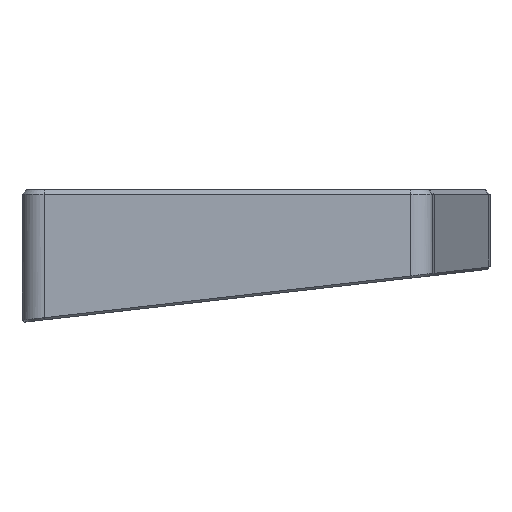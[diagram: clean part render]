
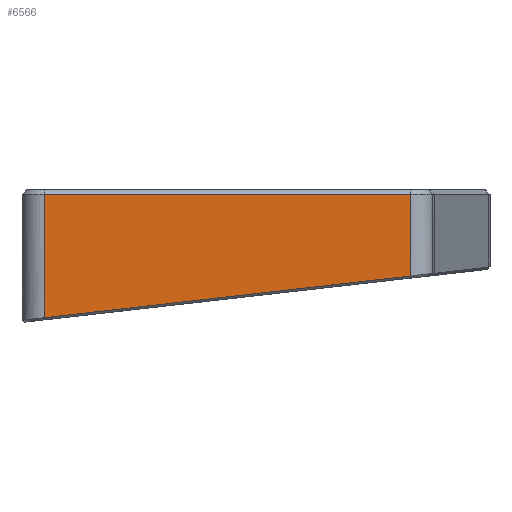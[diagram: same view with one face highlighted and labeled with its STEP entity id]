
A CAD part, left-side view. The second image highlights one B-rep face of the part: STEP entity #6566.
In plain terms, the highlighted planar face has unit normal (-1, 0, 0).
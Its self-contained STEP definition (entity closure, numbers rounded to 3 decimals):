
#101=B_SPLINE_CURVE_WITH_KNOTS('',3,(#9872,#9873,#9874,#9875),
 .UNSPECIFIED.,.F.,.F.,(4,4),(1.559,1.571),
 .UNSPECIFIED.);
#244=PLANE('',#7216);
#696=FACE_OUTER_BOUND('',#1090,.T.);
#1090=EDGE_LOOP('',(#5881,#5882,#5883,#5884,#5885));
#1237=LINE('',#9851,#1876);
#1714=LINE('',#11408,#2353);
#1736=LINE('',#11461,#2375);
#1737=LINE('',#11463,#2376);
#1876=VECTOR('',#7482,10.);
#2353=VECTOR('',#8919,10.);
#2375=VECTOR('',#8987,10.);
#2376=VECTOR('',#8990,10.);
#2799=VERTEX_POINT('',#9804);
#2801=VERTEX_POINT('',#9844);
#2804=VERTEX_POINT('',#9849);
#3301=VERTEX_POINT('',#11402);
#3302=VERTEX_POINT('',#11406);
#3441=EDGE_CURVE('',#2804,#2801,#1237,.T.);
#3443=EDGE_CURVE('',#2799,#2804,#101,.T.);
#4177=EDGE_CURVE('',#3301,#3302,#1714,.T.);
#4204=EDGE_CURVE('',#3302,#2799,#1736,.T.);
#4205=EDGE_CURVE('',#2801,#3301,#1737,.T.);
#5881=ORIENTED_EDGE('',*,*,#3443,.F.);
#5882=ORIENTED_EDGE('',*,*,#4204,.F.);
#5883=ORIENTED_EDGE('',*,*,#4177,.F.);
#5884=ORIENTED_EDGE('',*,*,#4205,.F.);
#5885=ORIENTED_EDGE('',*,*,#3441,.F.);
#6566=ADVANCED_FACE('',(#696),#244,.T.);
#7216=AXIS2_PLACEMENT_3D('',#11462,#8988,#8989);
#7482=DIRECTION('',(0.,0.994,-0.113));
#8919=DIRECTION('',(0.,-1.,0.));
#8987=DIRECTION('',(0.,0.,-1.));
#8988=DIRECTION('center_axis',(-1.,0.,0.));
#8989=DIRECTION('ref_axis',(0.,-1.,0.));
#8990=DIRECTION('',(0.,0.,1.));
#9804=CARTESIAN_POINT('',(0.169,-92.082,-10.554));
#9844=CARTESIAN_POINT('',(0.169,-8.883,-20.034));
#9849=CARTESIAN_POINT('',(0.169,-92.026,-10.561));
#9851=CARTESIAN_POINT('',(0.169,-31.749,-17.429));
#9872=CARTESIAN_POINT('Ctrl Pts',(0.169,-92.082,-10.554));
#9873=CARTESIAN_POINT('Ctrl Pts',(0.169,-92.064,-10.557));
#9874=CARTESIAN_POINT('Ctrl Pts',(0.169,-92.045,-10.559));
#9875=CARTESIAN_POINT('Ctrl Pts',(0.169,-92.026,-10.561));
#11402=CARTESIAN_POINT('',(0.169,-8.883,8.));
#11406=CARTESIAN_POINT('',(0.169,-92.083,8.));
#11408=CARTESIAN_POINT('',(0.169,-30.447,8.));
#11461=CARTESIAN_POINT('',(0.169,-92.083,0.));
#11462=CARTESIAN_POINT('Origin',(0.169,-3.882,0.));
#11463=CARTESIAN_POINT('',(0.169,-8.883,0.));
